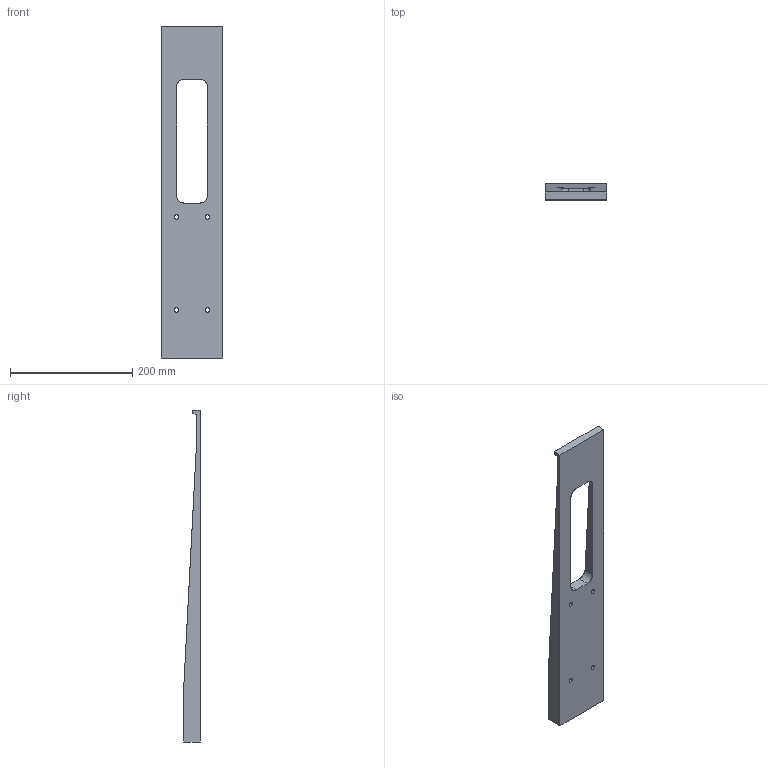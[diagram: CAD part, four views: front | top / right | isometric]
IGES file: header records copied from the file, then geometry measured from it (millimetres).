
Start section: SolidWorks IGES file using analytic representation for surfaces
Global section: file name: D1101952-v3, Wedge Lift, Baffle, Suspension Table.IGS; native system: SolidWorks 2012; preprocessor: SolidWorks 2012; author: tnguyen; date: 120927.074228; units: inch
Bounding box: 101.6 x 26.99 x 544.23 mm (x, y, z)
Surface area: 122624.3 mm2 (no closed solid volume)
Topology: 0 solids, 0 shells, 38 faces, 772 edges, 772 vertices
Faces by surface type: revolution 20, bspline 18
